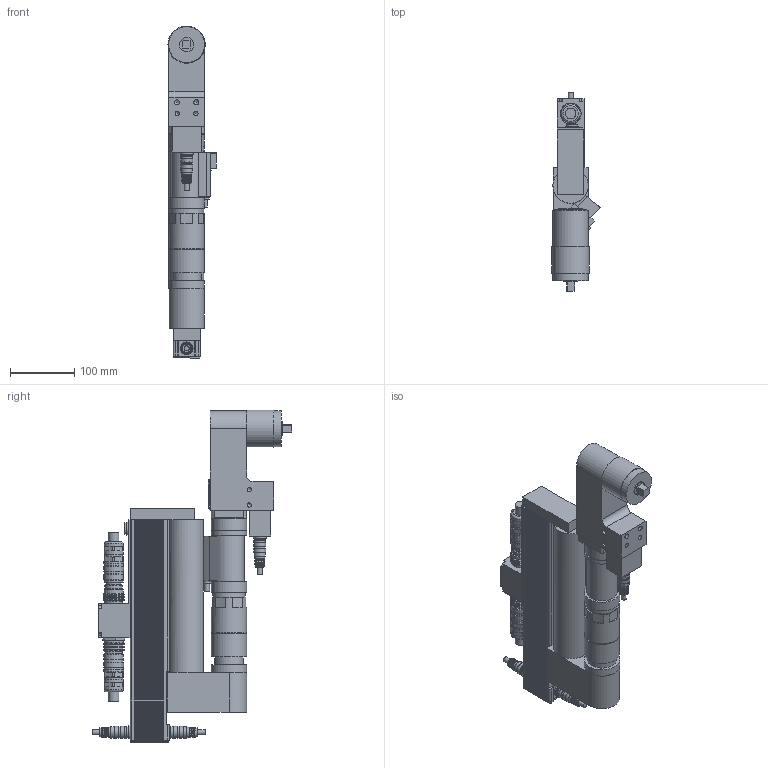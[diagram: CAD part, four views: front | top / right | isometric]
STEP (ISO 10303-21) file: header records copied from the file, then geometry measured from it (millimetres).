
FILE_DESCRIPTION((''),'2;1');
FILE_NAME('947528A5.stp','2011-03-25T14:20:46',('e4c32'),(''),'Autodesk Inventor 11','Autodesk Inventor 11','');
FILE_SCHEMA(('AUTOMOTIVE_DESIGN { 1 0 10303 214 1 1 1 1 }'));
Length unit declared in the file: millimetre
Products named in the file (7): 947528A5_IAM_001; 2WKXB_IPT_001; 2KXB_IPT_001; 1BUTS-XA_IPT_001.ipt_Motor und Getriebe; 961089-002_IPT_002.ipt_Stecker gerade; 961104-005_IPT_002.ipt_Stecker gerade; 961104-005_IPT_001.ipt_Stecker gerade
Assembly tree (9 placements, depth 2):
  947528A5_IAM_001
    2WKXB_IPT_001
    2KXB_IPT_001
    1BUTS-XA_IPT_001.ipt_Motor und Getriebe
    961089-002_IPT_002.ipt_Stecker gerade  x4
    961104-005_IPT_002.ipt_Stecker gerade
    961104-005_IPT_001.ipt_Stecker gerade
Bounding box: 74.82 x 310.74 x 517.4 mm (x, y, z)
Volume: 3569561 mm3; surface area: 353453 mm2
Topology: 9 solids, 9 shells, 1220 faces, 3005 edges, 1891 vertices
Faces by surface type: plane 791, cylinder 258, bspline 108, cone 41, torus 22
Full cylindrical faces by diameter (mm): 6.647 x2, 8 x4, 13.4 x4, 13.5 x1, 14 x20, 14.2 x4, 15.5 x1, 16 x13, 16.5 x2, 17.5 x1, 17.587 x8, 18 x9, 18.7 x8, 20 x5, 22 x1, 22.5 x1, 24 x1, 25.5 x1, 26.4 x1, 27 x1, 27.047 x1, 28 x2, 28.5 x1, 29.5 x3, 29.8 x4, 30 x4, 30.4 x2, 30.5 x3, 30.609 x1, 30.8 x4
Entity records: 31876 total; most frequent: CARTESIAN_POINT 6921, ORIENTED_EDGE 5322, DIRECTION 4749, EDGE_CURVE 2661, VERTEX_POINT 1752, VECTOR 1725, LINE 1725, AXIS2_PLACEMENT_3D 1512
